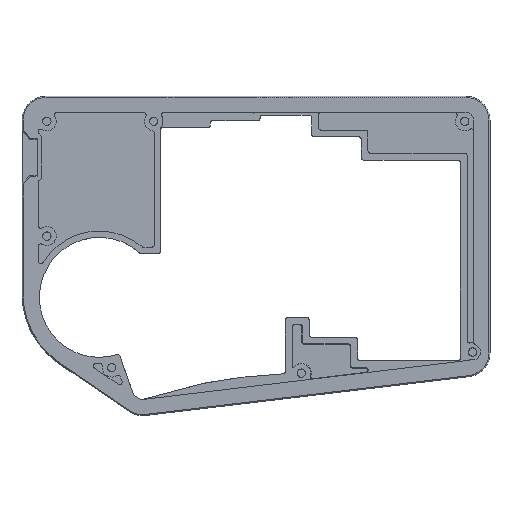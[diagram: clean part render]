
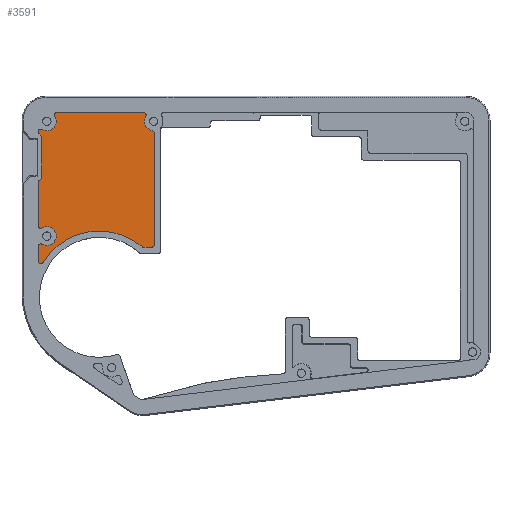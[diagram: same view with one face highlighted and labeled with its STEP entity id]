
A CAD part, top view. The second image highlights one B-rep face of the part: STEP entity #3591.
In plain terms, the highlighted planar face has unit normal (0, 0, 1).
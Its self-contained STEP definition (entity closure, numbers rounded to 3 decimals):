
#1603=CARTESIAN_POINT('',(-49.75,36.792,12.));
#1604=VERTEX_POINT('',#1603);
#1611=CARTESIAN_POINT('',(-49.75,72.848,12.));
#1612=VERTEX_POINT('',#1611);
#1613=CARTESIAN_POINT('',(-49.75,72.848,12.));
#1614=DIRECTION('',(0.,-1.,0.));
#1615=VECTOR('',#1614,36.056);
#1616=LINE('',#1613,#1615);
#1617=EDGE_CURVE('',#1612,#1604,#1616,.T.);
#1675=CARTESIAN_POINT('',(-48.246,73.711,12.));
#1676=VERTEX_POINT('',#1675);
#1677=CARTESIAN_POINT('',(-48.75,72.848,12.));
#1678=DIRECTION('',(0.,0.,-1.));
#1679=DIRECTION('',(-1.,0.,0.));
#1680=AXIS2_PLACEMENT_3D('',#1677,#1678,#1679);
#1681=CIRCLE('',#1680,1.);
#1682=EDGE_CURVE('',#1612,#1676,#1681,.T.);
#1721=CARTESIAN_POINT('',(-42.83,76.82,12.));
#1722=VERTEX_POINT('',#1721);
#1731=CARTESIAN_POINT('',(-46.43,76.82,12.));
#1732=DIRECTION('',(-0.,-0.,1.));
#1733=DIRECTION('',(1.,0.,0.));
#1734=AXIS2_PLACEMENT_3D('',#1731,#1732,#1733);
#1735=CIRCLE('',#1734,3.6);
#1736=EDGE_CURVE('',#1676,#1722,#1735,.T.);
#1764=CARTESIAN_POINT('',(-43.349,78.683,12.));
#1765=VERTEX_POINT('',#1764);
#1772=CARTESIAN_POINT('',(-42.494,80.2,12.));
#1773=VERTEX_POINT('',#1772);
#1774=CARTESIAN_POINT('',(-42.494,79.2,12.));
#1775=DIRECTION('',(-0.,0.,-1.));
#1776=DIRECTION('',(-0.856,-0.517,0.));
#1777=AXIS2_PLACEMENT_3D('',#1774,#1775,#1776);
#1778=CIRCLE('',#1777,1.);
#1779=EDGE_CURVE('',#1765,#1773,#1778,.T.);
#1797=CARTESIAN_POINT('',(-48.246,35.929,12.));
#1798=VERTEX_POINT('',#1797);
#1805=CARTESIAN_POINT('',(-48.75,36.792,12.));
#1806=DIRECTION('',(-0.,-0.,1.));
#1807=DIRECTION('',(-1.,0.,0.));
#1808=AXIS2_PLACEMENT_3D('',#1805,#1806,#1807);
#1809=CIRCLE('',#1808,1.);
#1810=EDGE_CURVE('',#1604,#1798,#1809,.T.);
#1820=CARTESIAN_POINT('',(-9.366,80.2,12.));
#1821=VERTEX_POINT('',#1820);
#1822=CARTESIAN_POINT('',(-9.366,80.2,12.));
#1823=DIRECTION('',(-1.,-0.,-0.));
#1824=VECTOR('',#1823,33.127);
#1825=LINE('',#1822,#1824);
#1826=EDGE_CURVE('',#1821,#1773,#1825,.T.);
#1844=CARTESIAN_POINT('',(-42.83,32.82,12.));
#1845=VERTEX_POINT('',#1844);
#1853=CARTESIAN_POINT('',(-48.246,29.711,12.));
#1854=VERTEX_POINT('',#1853);
#1861=CARTESIAN_POINT('',(-46.43,32.82,12.));
#1862=DIRECTION('',(-0.,-0.,1.));
#1863=DIRECTION('',(1.,0.,0.));
#1864=AXIS2_PLACEMENT_3D('',#1861,#1862,#1863);
#1865=CIRCLE('',#1864,3.6);
#1866=EDGE_CURVE('',#1854,#1845,#1865,.T.);
#1878=CARTESIAN_POINT('',(-8.511,78.683,12.));
#1879=VERTEX_POINT('',#1878);
#1880=CARTESIAN_POINT('',(-9.366,79.2,12.));
#1881=DIRECTION('',(0.,0.,-1.));
#1882=DIRECTION('',(0.,1.,0.));
#1883=AXIS2_PLACEMENT_3D('',#1880,#1881,#1882);
#1884=CIRCLE('',#1883,1.);
#1885=EDGE_CURVE('',#1821,#1879,#1884,.T.);
#1903=CARTESIAN_POINT('',(-6.078,73.279,12.));
#1904=VERTEX_POINT('',#1903);
#1905=CARTESIAN_POINT('',(-5.43,76.82,12.));
#1906=DIRECTION('',(-0.,-0.,1.));
#1907=DIRECTION('',(1.,0.,0.));
#1908=AXIS2_PLACEMENT_3D('',#1905,#1906,#1907);
#1909=CIRCLE('',#1908,3.6);
#1910=EDGE_CURVE('',#1879,#1904,#1909,.T.);
#1928=CARTESIAN_POINT('',(-49.75,28.848,12.));
#1929=VERTEX_POINT('',#1928);
#1936=CARTESIAN_POINT('',(-48.75,28.848,12.));
#1937=DIRECTION('',(-0.,-0.,1.));
#1938=DIRECTION('',(0.504,0.864,0.));
#1939=AXIS2_PLACEMENT_3D('',#1936,#1937,#1938);
#1940=CIRCLE('',#1939,1.);
#1941=EDGE_CURVE('',#1854,#1929,#1940,.T.);
#1953=CARTESIAN_POINT('',(-5.258,72.295,12.));
#1954=VERTEX_POINT('',#1953);
#1955=CARTESIAN_POINT('',(-6.258,72.295,12.));
#1956=DIRECTION('',(0.,0.,-1.));
#1957=DIRECTION('',(0.18,0.984,0.));
#1958=AXIS2_PLACEMENT_3D('',#1955,#1956,#1957);
#1959=CIRCLE('',#1958,1.);
#1960=EDGE_CURVE('',#1904,#1954,#1959,.T.);
#1977=CARTESIAN_POINT('',(-49.75,23.253,12.));
#1978=VERTEX_POINT('',#1977);
#1985=CARTESIAN_POINT('',(-49.75,28.848,12.));
#1986=DIRECTION('',(0.,-1.,0.));
#1987=VECTOR('',#1986,5.595);
#1988=LINE('',#1985,#1987);
#1989=EDGE_CURVE('',#1929,#1978,#1988,.T.);
#2000=CARTESIAN_POINT('',(-5.258,29.512,12.));
#2001=VERTEX_POINT('',#2000);
#2002=CARTESIAN_POINT('',(-5.258,72.295,12.));
#2003=DIRECTION('',(0.,-1.,0.));
#2004=VECTOR('',#2003,42.783);
#2005=LINE('',#2002,#2004);
#2006=EDGE_CURVE('',#1954,#2001,#2005,.T.);
#2025=CARTESIAN_POINT('',(-47.9,22.726,12.));
#2026=VERTEX_POINT('',#2025);
#2033=CARTESIAN_POINT('',(-48.75,23.253,12.));
#2034=DIRECTION('',(0.,0.,-1.));
#2035=DIRECTION('',(0.85,-0.527,0.));
#2036=AXIS2_PLACEMENT_3D('',#2033,#2034,#2035);
#2037=CIRCLE('',#2036,1.);
#2038=EDGE_CURVE('',#2026,#1978,#2037,.T.);
#2050=CARTESIAN_POINT('',(-6.258,28.512,12.));
#2051=VERTEX_POINT('',#2050);
#2052=CARTESIAN_POINT('',(-6.258,29.512,12.));
#2053=DIRECTION('',(-0.,-0.,-1.));
#2054=DIRECTION('',(1.,0.,-0.));
#2055=AXIS2_PLACEMENT_3D('',#2052,#2053,#2054);
#2056=CIRCLE('',#2055,1.);
#2057=EDGE_CURVE('',#2001,#2051,#2056,.T.);
#2074=CARTESIAN_POINT('',(-9.917,28.749,12.));
#2075=VERTEX_POINT('',#2074);
#2076=CARTESIAN_POINT('',(-26.31,9.35,12.));
#2077=DIRECTION('',(-0.,-0.,1.));
#2078=DIRECTION('',(1.,0.,0.));
#2079=AXIS2_PLACEMENT_3D('',#2076,#2077,#2078);
#2080=CIRCLE('',#2079,25.398);
#2081=EDGE_CURVE('',#2075,#2026,#2080,.T.);
#2099=CARTESIAN_POINT('',(-9.271,28.512,12.));
#2100=VERTEX_POINT('',#2099);
#2101=CARTESIAN_POINT('',(-6.258,28.512,12.));
#2102=DIRECTION('',(-1.,0.,0.));
#2103=VECTOR('',#2102,3.013);
#2104=LINE('',#2101,#2103);
#2105=EDGE_CURVE('',#2051,#2100,#2104,.T.);
#2124=CARTESIAN_POINT('',(-9.271,29.512,12.));
#2125=DIRECTION('',(-0.,-0.,-1.));
#2126=DIRECTION('',(0.,-1.,0.));
#2127=AXIS2_PLACEMENT_3D('',#2124,#2125,#2126);
#2128=CIRCLE('',#2127,1.);
#2129=EDGE_CURVE('',#2100,#2075,#2128,.T.);
#3552=CARTESIAN_POINT('',(34.812,31.411,12.));
#3553=DIRECTION('',(0.,-0.,-1.));
#3554=DIRECTION('',(1.,0.,0.));
#3555=AXIS2_PLACEMENT_3D('',#3552,#3553,#3554);
#3556=PLANE('',#3555);
#3557=ORIENTED_EDGE('',*,*,#1960,.F.);
#3558=ORIENTED_EDGE('',*,*,#1910,.F.);
#3559=ORIENTED_EDGE('',*,*,#1885,.F.);
#3560=ORIENTED_EDGE('',*,*,#1826,.T.);
#3561=ORIENTED_EDGE('',*,*,#1779,.F.);
#3562=CARTESIAN_POINT('',(-46.43,76.82,12.));
#3563=DIRECTION('',(-0.,-0.,1.));
#3564=DIRECTION('',(1.,0.,0.));
#3565=AXIS2_PLACEMENT_3D('',#3562,#3563,#3564);
#3566=CIRCLE('',#3565,3.6);
#3567=EDGE_CURVE('',#1722,#1765,#3566,.T.);
#3568=ORIENTED_EDGE('',*,*,#3567,.F.);
#3569=ORIENTED_EDGE('',*,*,#1736,.F.);
#3570=ORIENTED_EDGE('',*,*,#1682,.F.);
#3571=ORIENTED_EDGE('',*,*,#1617,.T.);
#3572=ORIENTED_EDGE('',*,*,#1810,.T.);
#3573=CARTESIAN_POINT('',(-46.43,32.82,12.));
#3574=DIRECTION('',(-0.,-0.,1.));
#3575=DIRECTION('',(1.,0.,0.));
#3576=AXIS2_PLACEMENT_3D('',#3573,#3574,#3575);
#3577=CIRCLE('',#3576,3.6);
#3578=EDGE_CURVE('',#1845,#1798,#3577,.T.);
#3579=ORIENTED_EDGE('',*,*,#3578,.F.);
#3580=ORIENTED_EDGE('',*,*,#1866,.F.);
#3581=ORIENTED_EDGE('',*,*,#1941,.T.);
#3582=ORIENTED_EDGE('',*,*,#1989,.T.);
#3583=ORIENTED_EDGE('',*,*,#2038,.F.);
#3584=ORIENTED_EDGE('',*,*,#2081,.F.);
#3585=ORIENTED_EDGE('',*,*,#2129,.F.);
#3586=ORIENTED_EDGE('',*,*,#2105,.F.);
#3587=ORIENTED_EDGE('',*,*,#2057,.F.);
#3588=ORIENTED_EDGE('',*,*,#2006,.F.);
#3589=EDGE_LOOP('',(#3557,#3558,#3559,#3560,#3561,#3568,#3569,#3570,#3571,#3572,#3579,#3580,#3581,#3582,#3583,#3584,#3585,#3586,#3587,#3588));
#3590=FACE_BOUND('',#3589,.T.);
#3591=ADVANCED_FACE('',(#3590),#3556,.F.);
